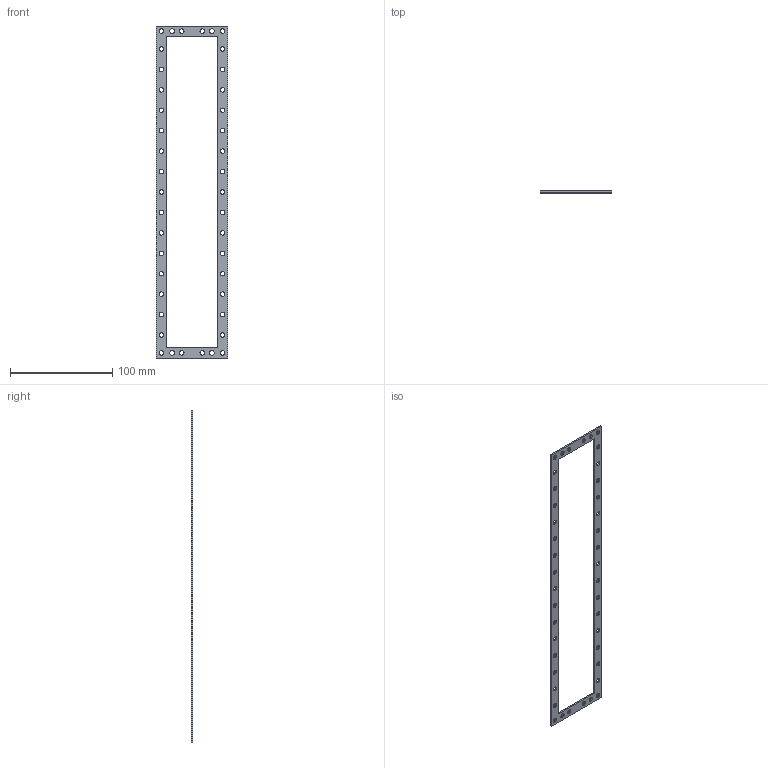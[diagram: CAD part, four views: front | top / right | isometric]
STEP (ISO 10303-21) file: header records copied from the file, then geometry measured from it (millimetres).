
FILE_DESCRIPTION (( 'STEP AP214' ), '1' );
FILE_NAME ('32918~2.STEP', '2020-05-19T09:26:26', ( '' ), ( '' ), 'SwSTEP 2.0', 'SolidWorks 2018', '' );
FILE_SCHEMA (( 'AUTOMOTIVE_DESIGN' ));
Length unit declared in the file: millimetre
Products named in the file (1): 32918~2
Bounding box: 70 x 1.5 x 325 mm (x, y, z)
Volume: 10292.1 mm3; surface area: 16843.6 mm2
Topology: 1 solids, 1 shells, 94 faces, 276 edges, 184 vertices
Faces by surface type: cylinder 84, plane 10
Entity records: 3434 total; most frequent: DIRECTION 634, CARTESIAN_POINT 555, ORIENTED_EDGE 552, EDGE_CURVE 276, AXIS2_PLACEMENT_3D 263, VERTEX_POINT 184, EDGE_LOOP 180, CIRCLE 168
